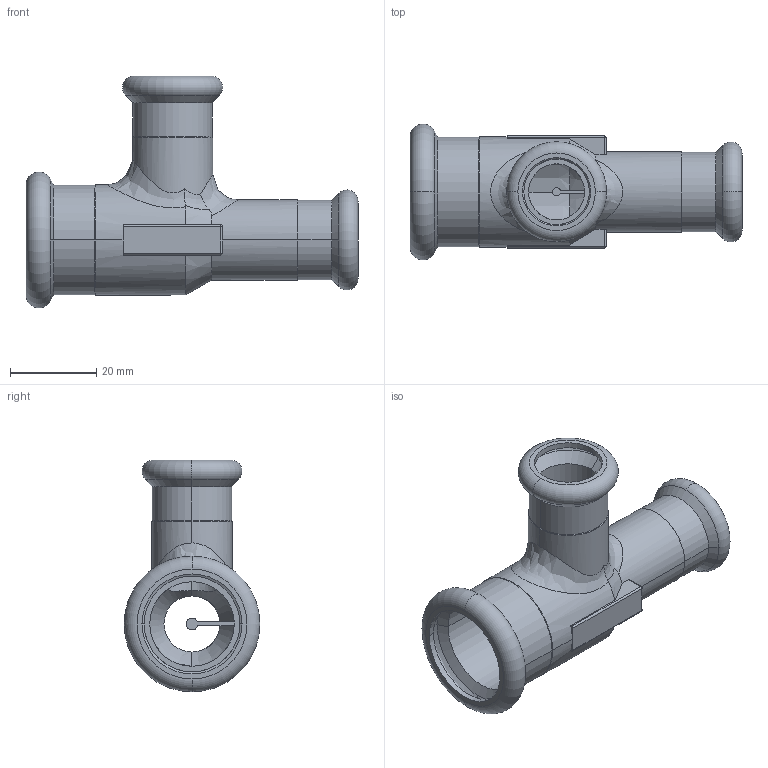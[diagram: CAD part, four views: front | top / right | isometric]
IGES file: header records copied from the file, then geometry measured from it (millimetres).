
Global section: file name: No Iges File Name specified; native system: Autodesk Inventor 2011; preprocessor: AutoDesk Inventor Iges Exporter R2011; author: bruh; date: 20110606.144740; units: millimetre
Bounding box: 77 x 31.49 x 53.74 mm (x, y, z)
Volume: 14469.1 mm3; surface area: 14448.8 mm2
Topology: 1 solids, 1 shells, 114 faces, 289 edges, 178 vertices
Faces by surface type: plane 28, revolution 26, cylinder 25, cone 15, bspline 10, torus 6, sphere 4
